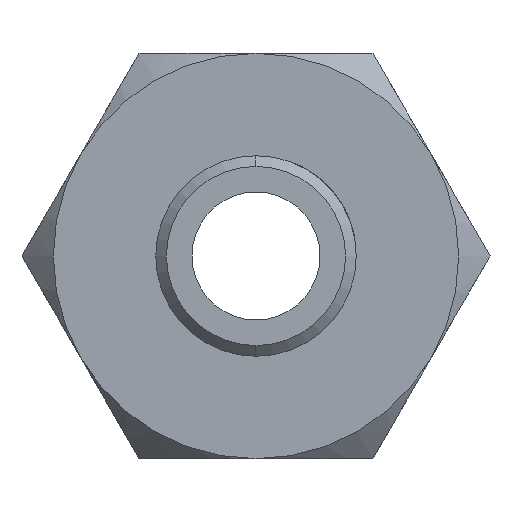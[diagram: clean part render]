
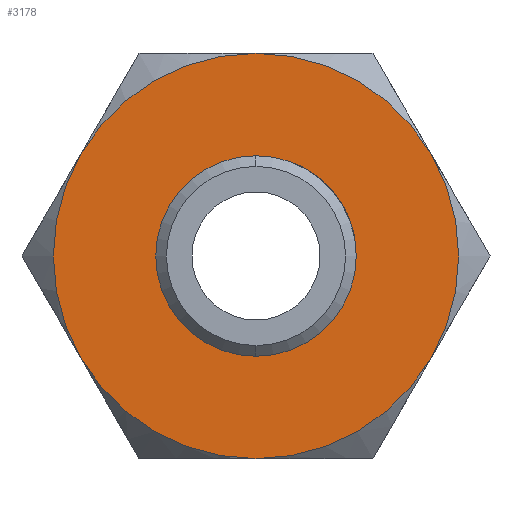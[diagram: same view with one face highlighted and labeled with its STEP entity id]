
A CAD part, left-side view. The second image highlights one B-rep face of the part: STEP entity #3178.
In plain terms, the highlighted planar face has unit normal (-1, 0, 0).
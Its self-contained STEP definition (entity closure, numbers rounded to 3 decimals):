
#50 = CARTESIAN_POINT ( 'NONE',  ( 17., 0., 4.7 ) ) ;
#67 = AXIS2_PLACEMENT_3D ( 'NONE', #5275, #1624, #2033 ) ;
#201 = FACE_OUTER_BOUND ( 'NONE', #4150, .T. ) ;
#257 = DIRECTION ( 'NONE',  ( 0., 0., -1. ) ) ;
#329 = AXIS2_PLACEMENT_3D ( 'NONE', #4465, #2802, #759 ) ;
#452 = EDGE_CURVE ( 'NONE', #5307, #1951, #2396, .T. ) ;
#552 = CARTESIAN_POINT ( 'NONE',  ( 17., 0., 0. ) ) ;
#608 = FACE_BOUND ( 'NONE', #4066, .T. ) ;
#646 = VERTEX_POINT ( 'NONE', #5045 ) ;
#759 = DIRECTION ( 'NONE',  ( 0., 0., -1. ) ) ;
#849 = CIRCLE ( 'NONE', #329, 9.5 ) ;
#941 = VERTEX_POINT ( 'NONE', #5087 ) ;
#947 = CARTESIAN_POINT ( 'NONE',  ( 17., -8.227, -4.75 ) ) ;
#1158 = ORIENTED_EDGE ( 'NONE', *, *, #4116, .F. ) ;
#1163 = DIRECTION ( 'NONE',  ( 1., 0., 0. ) ) ;
#1197 = CIRCLE ( 'NONE', #5112, 9.5 ) ;
#1202 = CARTESIAN_POINT ( 'NONE',  ( 17., 0., 0. ) ) ;
#1204 = ORIENTED_EDGE ( 'NONE', *, *, #5120, .F. ) ;
#1211 = CARTESIAN_POINT ( 'NONE',  ( 17., 0., 0. ) ) ;
#1258 = ORIENTED_EDGE ( 'NONE', *, *, #5212, .T. ) ;
#1458 = AXIS2_PLACEMENT_3D ( 'NONE', #552, #2218, #3065 ) ;
#1515 = DIRECTION ( 'NONE',  ( 1., 0., 0. ) ) ;
#1543 = DIRECTION ( 'NONE',  ( 0., 0., -1. ) ) ;
#1546 = VERTEX_POINT ( 'NONE', #5327 ) ;
#1553 = DIRECTION ( 'NONE',  ( 0., 0., 1. ) ) ;
#1605 = DIRECTION ( 'NONE',  ( -1., 0., 0. ) ) ;
#1624 = DIRECTION ( 'NONE',  ( 1., 0., 0. ) ) ;
#1725 = CIRCLE ( 'NONE', #2419, 9.5 ) ;
#1951 = VERTEX_POINT ( 'NONE', #947 ) ;
#2033 = DIRECTION ( 'NONE',  ( 0., 0., -1. ) ) ;
#2153 = VERTEX_POINT ( 'NONE', #50 ) ;
#2218 = DIRECTION ( 'NONE',  ( -1., 0., 0. ) ) ;
#2304 = ORIENTED_EDGE ( 'NONE', *, *, #3547, .F. ) ;
#2321 = CARTESIAN_POINT ( 'NONE',  ( 17., 8.227, 4.75 ) ) ;
#2396 = CIRCLE ( 'NONE', #5100, 9.5 ) ;
#2419 = AXIS2_PLACEMENT_3D ( 'NONE', #5259, #1515, #3183 ) ;
#2541 = DIRECTION ( 'NONE',  ( 0., 0., 1. ) ) ;
#2667 = VERTEX_POINT ( 'NONE', #2917 ) ;
#2802 = DIRECTION ( 'NONE',  ( 1., 0., 0. ) ) ;
#2813 = EDGE_CURVE ( 'NONE', #2667, #646, #1197, .T. ) ;
#2917 = CARTESIAN_POINT ( 'NONE',  ( 17., 0., -9.5 ) ) ;
#3065 = DIRECTION ( 'NONE',  ( 0., 0., 1. ) ) ;
#3121 = AXIS2_PLACEMENT_3D ( 'NONE', #1202, #1605, #1553 ) ;
#3146 = CARTESIAN_POINT ( 'NONE',  ( 17., 0., 0. ) ) ;
#3178 = ADVANCED_FACE ( 'NONE', ( #608, #201 ), #3607, .F. ) ;
#3183 = DIRECTION ( 'NONE',  ( 0., 0., -1. ) ) ;
#3309 = DIRECTION ( 'NONE',  ( -1., 0., 0. ) ) ;
#3547 = EDGE_CURVE ( 'NONE', #2153, #941, #3809, .T. ) ;
#3594 = CARTESIAN_POINT ( 'NONE',  ( 17., 0., 0. ) ) ;
#3605 = DIRECTION ( 'NONE',  ( 1., 0., 0. ) ) ;
#3607 = PLANE ( 'NONE',  #67 ) ;
#3623 = ORIENTED_EDGE ( 'NONE', *, *, #3713, .F. ) ;
#3624 = DIRECTION ( 'NONE',  ( 0., 0., -1. ) ) ;
#3713 = EDGE_CURVE ( 'NONE', #646, #5377, #4762, .T. ) ;
#3726 = AXIS2_PLACEMENT_3D ( 'NONE', #1211, #3309, #2541 ) ;
#3809 = CIRCLE ( 'NONE', #3726, 4.7 ) ;
#3946 = ORIENTED_EDGE ( 'NONE', *, *, #452, .F. ) ;
#4066 = EDGE_LOOP ( 'NONE', ( #2304, #1204 ) ) ;
#4116 = EDGE_CURVE ( 'NONE', #1546, #5307, #849, .T. ) ;
#4150 = EDGE_LOOP ( 'NONE', ( #4332, #5122, #3946, #1158, #1258, #3623 ) ) ;
#4168 = AXIS2_PLACEMENT_3D ( 'NONE', #3146, #3605, #257 ) ;
#4193 = EDGE_CURVE ( 'NONE', #1951, #2667, #1725, .T. ) ;
#4332 = ORIENTED_EDGE ( 'NONE', *, *, #2813, .F. ) ;
#4419 = CIRCLE ( 'NONE', #3121, 4.7 ) ;
#4444 = DIRECTION ( 'NONE',  ( 1., 0., 0. ) ) ;
#4465 = CARTESIAN_POINT ( 'NONE',  ( 17., 0., 0. ) ) ;
#4762 = CIRCLE ( 'NONE', #4168, 9.5 ) ;
#4856 = CIRCLE ( 'NONE', #1458, 9.5 ) ;
#4926 = CARTESIAN_POINT ( 'NONE',  ( 17., 0., 0. ) ) ;
#5045 = CARTESIAN_POINT ( 'NONE',  ( 17., 8.227, -4.75 ) ) ;
#5087 = CARTESIAN_POINT ( 'NONE',  ( 17., 0., -4.7 ) ) ;
#5100 = AXIS2_PLACEMENT_3D ( 'NONE', #3594, #4444, #3624 ) ;
#5112 = AXIS2_PLACEMENT_3D ( 'NONE', #4926, #1163, #1543 ) ;
#5120 = EDGE_CURVE ( 'NONE', #941, #2153, #4419, .T. ) ;
#5122 = ORIENTED_EDGE ( 'NONE', *, *, #4193, .F. ) ;
#5212 = EDGE_CURVE ( 'NONE', #1546, #5377, #4856, .T. ) ;
#5243 = CARTESIAN_POINT ( 'NONE',  ( 17., -8.227, 4.75 ) ) ;
#5259 = CARTESIAN_POINT ( 'NONE',  ( 17., 0., 0. ) ) ;
#5275 = CARTESIAN_POINT ( 'NONE',  ( 17., 0., 0. ) ) ;
#5307 = VERTEX_POINT ( 'NONE', #5243 ) ;
#5327 = CARTESIAN_POINT ( 'NONE',  ( 17., 0., 9.5 ) ) ;
#5377 = VERTEX_POINT ( 'NONE', #2321 ) ;
